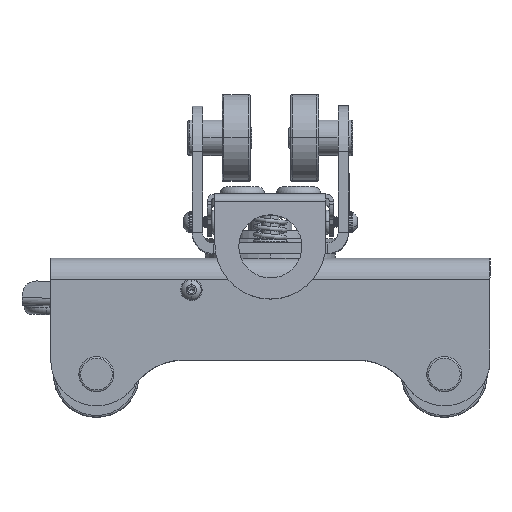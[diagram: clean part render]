
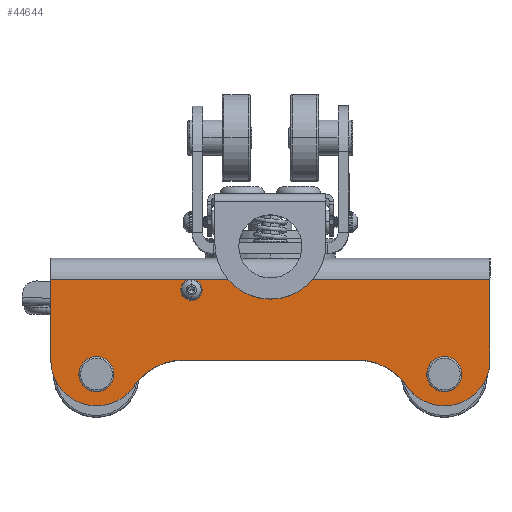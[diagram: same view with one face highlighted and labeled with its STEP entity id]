
A CAD part, top view. The second image highlights one B-rep face of the part: STEP entity #44644.
In plain terms, the highlighted face is planar.
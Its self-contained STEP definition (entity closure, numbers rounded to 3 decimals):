
#289 = ORIENTED_EDGE ( 'NONE', *, *, #18113, .F. ) ;
#735 = CARTESIAN_POINT ( 'NONE',  ( -22.25, 33., 46.4 ) ) ;
#1226 = VERTEX_POINT ( 'NONE', #19283 ) ;
#1268 = CARTESIAN_POINT ( 'NONE',  ( -22.25, 9., 24.05 ) ) ;
#1529 = AXIS2_PLACEMENT_3D ( 'NONE', #39897, #3603, #22088 ) ;
#1641 = AXIS2_PLACEMENT_3D ( 'NONE', #33890, #41484, #12524 ) ;
#2020 = VECTOR ( 'NONE', #29647, 1000. ) ;
#2357 = ORIENTED_EDGE ( 'NONE', *, *, #39909, .F. ) ;
#3002 = DIRECTION ( 'NONE',  ( 0., 1., 0. ) ) ;
#3543 = CARTESIAN_POINT ( 'NONE',  ( -22.25, 0., 62.5 ) ) ;
#3595 = CARTESIAN_POINT ( 'NONE',  ( -22.25, 6., -62.5 ) ) ;
#3603 = DIRECTION ( 'NONE',  ( -1., 0., 0. ) ) ;
#3858 = CARTESIAN_POINT ( 'NONE',  ( -22.25, 29., 24.782 ) ) ;
#4089 = EDGE_CURVE ( 'NONE', #1226, #44171, #8193, .T. ) ;
#4681 = DIRECTION ( 'NONE',  ( -1., 0., 0. ) ) ;
#4805 = AXIS2_PLACEMENT_3D ( 'NONE', #32002, #39168, #17532 ) ;
#4819 = FACE_BOUND ( 'NONE', #32961, .T. ) ;
#4924 = DIRECTION ( 'NONE',  ( 0., 0., 1. ) ) ;
#5375 = EDGE_CURVE ( 'NONE', #17513, #11713, #19499, .T. ) ;
#5436 = DIRECTION ( 'NONE',  ( 0., 0., -1. ) ) ;
#5608 = CIRCLE ( 'NONE', #21207, 3.1 ) ;
#5931 = FACE_BOUND ( 'NONE', #34995, .T. ) ;
#5965 = VERTEX_POINT ( 'NONE', #1268 ) ;
#6187 = CARTESIAN_POINT ( 'NONE',  ( -22.25, 0., -62.5 ) ) ;
#6900 = DIRECTION ( 'NONE',  ( -1., 0., 0. ) ) ;
#7102 = FACE_BOUND ( 'NONE', #39191, .T. ) ;
#7502 = LINE ( 'NONE', #3543, #38281 ) ;
#7881 = CARTESIAN_POINT ( 'NONE',  ( -22.25, 33., -49.5 ) ) ;
#8139 = EDGE_CURVE ( 'NONE', #40874, #17513, #13258, .T. ) ;
#8193 = CIRCLE ( 'NONE', #13442, 13. ) ;
#9028 = ORIENTED_EDGE ( 'NONE', *, *, #41115, .F. ) ;
#9296 = LINE ( 'NONE', #23835, #33841 ) ;
#9629 = ORIENTED_EDGE ( 'NONE', *, *, #23082, .F. ) ;
#9964 = VERTEX_POINT ( 'NONE', #39887 ) ;
#10409 = CIRCLE ( 'NONE', #33507, 17. ) ;
#10559 = DIRECTION ( 'NONE',  ( 0., 0., 1. ) ) ;
#10842 = DIRECTION ( 'NONE',  ( 0., -1., 0. ) ) ;
#11255 = ORIENTED_EDGE ( 'NONE', *, *, #42737, .F. ) ;
#11713 = VERTEX_POINT ( 'NONE', #18222 ) ;
#12227 = VERTEX_POINT ( 'NONE', #735 ) ;
#12402 = DIRECTION ( 'NONE',  ( -1., 0., 0. ) ) ;
#12524 = DIRECTION ( 'NONE',  ( 0., 0., 1. ) ) ;
#12735 = DIRECTION ( 'NONE',  ( 0., 0., -1. ) ) ;
#12814 = ORIENTED_EDGE ( 'NONE', *, *, #15792, .F. ) ;
#13133 = EDGE_LOOP ( 'NONE', ( #12814, #35914, #42261, #11255, #9028, #39777, #14170, #44029 ) ) ;
#13258 = CIRCLE ( 'NONE', #1641, 13. ) ;
#13442 = AXIS2_PLACEMENT_3D ( 'NONE', #28582, #17614, #28745 ) ;
#13503 = CIRCLE ( 'NONE', #16351, 1.55 ) ;
#14170 = ORIENTED_EDGE ( 'NONE', *, *, #8139, .F. ) ;
#14277 = CARTESIAN_POINT ( 'NONE',  ( -22.25, 33., 52.6 ) ) ;
#14479 = CARTESIAN_POINT ( 'NONE',  ( -22.25, 33., -52.6 ) ) ;
#14774 = ORIENTED_EDGE ( 'NONE', *, *, #32283, .F. ) ;
#15678 = FACE_OUTER_BOUND ( 'NONE', #13133, .T. ) ;
#15792 = EDGE_CURVE ( 'NONE', #9964, #33442, #9296, .T. ) ;
#15849 = LINE ( 'NONE', #6187, #32917 ) ;
#15989 = CIRCLE ( 'NONE', #1529, 1.55 ) ;
#16351 = AXIS2_PLACEMENT_3D ( 'NONE', #41051, #12402, #4924 ) ;
#16618 = VERTEX_POINT ( 'NONE', #18486 ) ;
#17513 = VERTEX_POINT ( 'NONE', #19938 ) ;
#17532 = DIRECTION ( 'NONE',  ( 0., 0., 1. ) ) ;
#17614 = DIRECTION ( 'NONE',  ( 1., 0., 0. ) ) ;
#17721 = DIRECTION ( 'NONE',  ( 0., 0., 1. ) ) ;
#18113 = EDGE_CURVE ( 'NONE', #12227, #23903, #43358, .T. ) ;
#18222 = CARTESIAN_POINT ( 'NONE',  ( -22.25, 29., -24.782 ) ) ;
#18256 = CARTESIAN_POINT ( 'NONE',  ( -22.25, 29., -62.5 ) ) ;
#18486 = CARTESIAN_POINT ( 'NONE',  ( -22.25, 9., 20.95 ) ) ;
#18851 = EDGE_CURVE ( 'NONE', #23903, #12227, #5608, .T. ) ;
#19283 = CARTESIAN_POINT ( 'NONE',  ( -22.25, 36.367, 38.789 ) ) ;
#19293 = EDGE_CURVE ( 'NONE', #33442, #40874, #15849, .T. ) ;
#19359 = DIRECTION ( 'NONE',  ( 0., 0., 1. ) ) ;
#19499 = CIRCLE ( 'NONE', #25099, 17. ) ;
#19938 = CARTESIAN_POINT ( 'NONE',  ( -22.25, 36.367, -38.789 ) ) ;
#20605 = CARTESIAN_POINT ( 'NONE',  ( -22.25, 46., -24.782 ) ) ;
#20730 = VERTEX_POINT ( 'NONE', #14479 ) ;
#21077 = CARTESIAN_POINT ( 'NONE',  ( -22.25, 33., -46.4 ) ) ;
#21207 = AXIS2_PLACEMENT_3D ( 'NONE', #44747, #4681, #44585 ) ;
#21752 = CARTESIAN_POINT ( 'NONE',  ( -22.25, 33., 49.5 ) ) ;
#22088 = DIRECTION ( 'NONE',  ( 0., 0., 1. ) ) ;
#22314 = EDGE_CURVE ( 'NONE', #46473, #20730, #25513, .T. ) ;
#23082 = EDGE_CURVE ( 'NONE', #20730, #46473, #38515, .T. ) ;
#23486 = DIRECTION ( 'NONE',  ( -1., 0., 0. ) ) ;
#23835 = CARTESIAN_POINT ( 'NONE',  ( -22.25, 6., -62.5 ) ) ;
#23903 = VERTEX_POINT ( 'NONE', #14277 ) ;
#24653 = CARTESIAN_POINT ( 'NONE',  ( -22.25, 29., 62.5 ) ) ;
#25062 = DIRECTION ( 'NONE',  ( -1., 0., 0. ) ) ;
#25099 = AXIS2_PLACEMENT_3D ( 'NONE', #20605, #46346, #35412 ) ;
#25513 = CIRCLE ( 'NONE', #46245, 3.1 ) ;
#28582 = CARTESIAN_POINT ( 'NONE',  ( -22.25, 29., 49.5 ) ) ;
#28745 = DIRECTION ( 'NONE',  ( 0., 0., 1. ) ) ;
#29647 = DIRECTION ( 'NONE',  ( 0., 0., 1. ) ) ;
#32002 = CARTESIAN_POINT ( 'NONE',  ( -22.25, 33., -49.5 ) ) ;
#32125 = AXIS2_PLACEMENT_3D ( 'NONE', #21752, #6900, #10559 ) ;
#32283 = EDGE_CURVE ( 'NONE', #5965, #16618, #15989, .T. ) ;
#32917 = VECTOR ( 'NONE', #3002, 1000. ) ;
#32961 = EDGE_LOOP ( 'NONE', ( #9629, #39593 ) ) ;
#33378 = DIRECTION ( 'NONE',  ( -1., 0., 0. ) ) ;
#33442 = VERTEX_POINT ( 'NONE', #3595 ) ;
#33507 = AXIS2_PLACEMENT_3D ( 'NONE', #45344, #23486, #5436 ) ;
#33841 = VECTOR ( 'NONE', #12735, 1000. ) ;
#33890 = CARTESIAN_POINT ( 'NONE',  ( -22.25, 29., -49.5 ) ) ;
#34995 = EDGE_LOOP ( 'NONE', ( #289, #46033 ) ) ;
#35412 = DIRECTION ( 'NONE',  ( 0., 0., 1. ) ) ;
#35476 = CARTESIAN_POINT ( 'NONE',  ( -22.25, 29., 24.782 ) ) ;
#35910 = EDGE_CURVE ( 'NONE', #44171, #9964, #7502, .T. ) ;
#35914 = ORIENTED_EDGE ( 'NONE', *, *, #35910, .F. ) ;
#37724 = VERTEX_POINT ( 'NONE', #35476 ) ;
#38281 = VECTOR ( 'NONE', #10842, 1000. ) ;
#38515 = CIRCLE ( 'NONE', #4805, 3.1 ) ;
#38731 = AXIS2_PLACEMENT_3D ( 'NONE', #45837, #25062, #17721 ) ;
#39168 = DIRECTION ( 'NONE',  ( -1., 0., 0. ) ) ;
#39191 = EDGE_LOOP ( 'NONE', ( #2357, #14774 ) ) ;
#39593 = ORIENTED_EDGE ( 'NONE', *, *, #22314, .F. ) ;
#39777 = ORIENTED_EDGE ( 'NONE', *, *, #5375, .F. ) ;
#39887 = CARTESIAN_POINT ( 'NONE',  ( -22.25, 6., 62.5 ) ) ;
#39897 = CARTESIAN_POINT ( 'NONE',  ( -22.25, 9., 22.5 ) ) ;
#39909 = EDGE_CURVE ( 'NONE', #16618, #5965, #13503, .T. ) ;
#40170 = LINE ( 'NONE', #3858, #2020 ) ;
#40874 = VERTEX_POINT ( 'NONE', #18256 ) ;
#41051 = CARTESIAN_POINT ( 'NONE',  ( -22.25, 9., 22.5 ) ) ;
#41115 = EDGE_CURVE ( 'NONE', #11713, #37724, #40170, .T. ) ;
#41484 = DIRECTION ( 'NONE',  ( 1., 0., 0. ) ) ;
#42261 = ORIENTED_EDGE ( 'NONE', *, *, #4089, .F. ) ;
#42737 = EDGE_CURVE ( 'NONE', #37724, #1226, #10409, .T. ) ;
#43358 = CIRCLE ( 'NONE', #32125, 3.1 ) ;
#44029 = ORIENTED_EDGE ( 'NONE', *, *, #19293, .F. ) ;
#44171 = VERTEX_POINT ( 'NONE', #24653 ) ;
#44585 = DIRECTION ( 'NONE',  ( 0., 0., 1. ) ) ;
#44644 = ADVANCED_FACE ( 'NONE', ( #7102, #15678, #5931, #4819 ), #45671, .T. ) ;
#44747 = CARTESIAN_POINT ( 'NONE',  ( -22.25, 33., 49.5 ) ) ;
#45344 = CARTESIAN_POINT ( 'NONE',  ( -22.25, 46., 24.782 ) ) ;
#45671 = PLANE ( 'NONE',  #38731 ) ;
#45837 = CARTESIAN_POINT ( 'NONE',  ( -22.25, 0., 62.5 ) ) ;
#46033 = ORIENTED_EDGE ( 'NONE', *, *, #18851, .F. ) ;
#46245 = AXIS2_PLACEMENT_3D ( 'NONE', #7881, #33378, #19359 ) ;
#46346 = DIRECTION ( 'NONE',  ( -1., 0., 0. ) ) ;
#46473 = VERTEX_POINT ( 'NONE', #21077 ) ;
